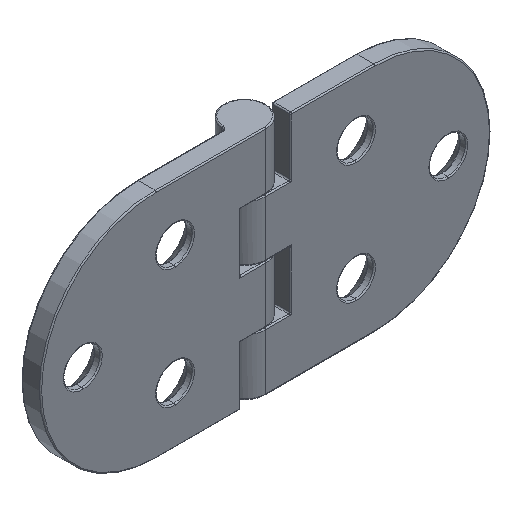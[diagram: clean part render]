
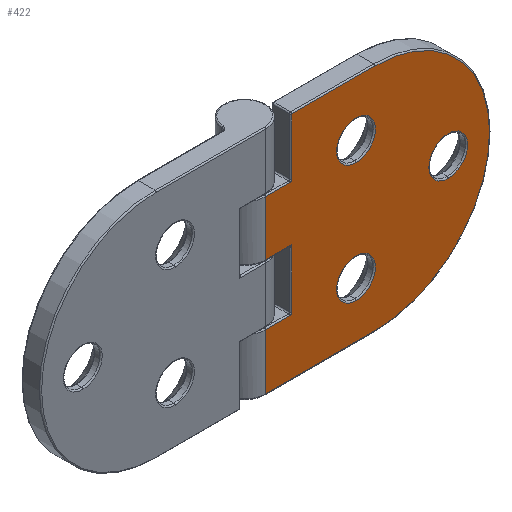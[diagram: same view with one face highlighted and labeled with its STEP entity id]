
A CAD part, isometric view. The second image highlights one B-rep face of the part: STEP entity #422.
In plain terms, the highlighted planar face has unit normal (0, -1, 0).
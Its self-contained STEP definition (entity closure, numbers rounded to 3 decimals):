
#179 = VERTEX_POINT ( 'NONE', #3228 ) ;
#199 = VERTEX_POINT ( 'NONE', #3241 ) ;
#209 = VERTEX_POINT ( 'NONE', #3263 ) ;
#211 = VERTEX_POINT ( 'NONE', #3262 ) ;
#227 = VERTEX_POINT ( 'NONE', #3301 ) ;
#267 = VERTEX_POINT ( 'NONE', #3348 ) ;
#279 = EDGE_CURVE ( 'NONE', #179, #337, #3362, .T. ) ;
#289 = EDGE_CURVE ( 'NONE', #267, #199, #3445, .T. ) ;
#298 = EDGE_CURVE ( 'NONE', #209, #211, #3401, .T. ) ;
#337 = VERTEX_POINT ( 'NONE', #1736 ) ;
#340 = EDGE_CURVE ( 'NONE', #634, #392, #1790, .T. ) ;
#392 = VERTEX_POINT ( 'NONE', #1878 ) ;
#412 = ORIENTED_EDGE ( 'NONE', *, *, #289, .T. ) ;
#413 = ORIENTED_EDGE ( 'NONE', *, *, #423, .T. ) ;
#414 = EDGE_LOOP ( 'NONE', ( #415, #500, #495, #506, #498, #502, #505, #452, #454, #608 ) ) ;
#415 = ORIENTED_EDGE ( 'NONE', *, *, #340, .F. ) ;
#416 = EDGE_CURVE ( 'NONE', #634, #496, #1930, .T. ) ;
#417 = EDGE_CURVE ( 'NONE', #337, #179, #1973, .T. ) ;
#419 = EDGE_LOOP ( 'NONE', ( #425, #458 ) ) ;
#420 = EDGE_CURVE ( 'NONE', #211, #209, #1978, .T. ) ;
#421 = VERTEX_POINT ( 'NONE', #1963 ) ;
#422 = ADVANCED_FACE ( 'NONE', ( #1956, #1961, #1959, #1977 ), #1960, .T. ) ;
#423 = EDGE_CURVE ( 'NONE', #199, #267, #1954, .T. ) ;
#424 = ORIENTED_EDGE ( 'NONE', *, *, #279, .T. ) ;
#425 = ORIENTED_EDGE ( 'NONE', *, *, #420, .T. ) ;
#426 = ORIENTED_EDGE ( 'NONE', *, *, #417, .T. ) ;
#446 = VERTEX_POINT ( 'NONE', #2033 ) ;
#447 = EDGE_LOOP ( 'NONE', ( #413, #412 ) ) ;
#448 = EDGE_LOOP ( 'NONE', ( #426, #424 ) ) ;
#452 = ORIENTED_EDGE ( 'NONE', *, *, #509, .T. ) ;
#454 = ORIENTED_EDGE ( 'NONE', *, *, #606, .T. ) ;
#455 = EDGE_CURVE ( 'NONE', #508, #392, #2028, .T. ) ;
#458 = ORIENTED_EDGE ( 'NONE', *, *, #298, .T. ) ;
#495 = ORIENTED_EDGE ( 'NONE', *, *, #501, .T. ) ;
#496 = VERTEX_POINT ( 'NONE', #2137 ) ;
#498 = ORIENTED_EDGE ( 'NONE', *, *, #507, .T. ) ;
#499 = VERTEX_POINT ( 'NONE', #2076 ) ;
#500 = ORIENTED_EDGE ( 'NONE', *, *, #416, .T. ) ;
#501 = EDGE_CURVE ( 'NONE', #496, #421, #2127, .T. ) ;
#502 = ORIENTED_EDGE ( 'NONE', *, *, #604, .T. ) ;
#503 = VERTEX_POINT ( 'NONE', #2117 ) ;
#504 = EDGE_CURVE ( 'NONE', #421, #499, #2107, .T. ) ;
#505 = ORIENTED_EDGE ( 'NONE', *, *, #607, .F. ) ;
#506 = ORIENTED_EDGE ( 'NONE', *, *, #504, .T. ) ;
#507 = EDGE_CURVE ( 'NONE', #499, #503, #2116, .T. ) ;
#508 = VERTEX_POINT ( 'NONE', #2112 ) ;
#509 = EDGE_CURVE ( 'NONE', #446, #540, #2162, .T. ) ;
#540 = VERTEX_POINT ( 'NONE', #1936 ) ;
#604 = EDGE_CURVE ( 'NONE', #503, #227, #2310, .T. ) ;
#606 = EDGE_CURVE ( 'NONE', #540, #508, #2299, .T. ) ;
#607 = EDGE_CURVE ( 'NONE', #446, #227, #2294, .T. ) ;
#608 = ORIENTED_EDGE ( 'NONE', *, *, #455, .T. ) ;
#634 = VERTEX_POINT ( 'NONE', #2355 ) ;
#1736 = CARTESIAN_POINT ( 'NONE',  ( 15.15, -3.5, -13.25 ) ) ;
#1785 = DIRECTION ( 'NONE',  ( 0., 0., 1. ) ) ;
#1786 = VECTOR ( 'NONE', #1785, 1000. ) ;
#1787 = CARTESIAN_POINT ( 'NONE',  ( 0., -3.5, -19.4 ) ) ;
#1790 = LINE ( 'NONE', #1787, #1786 ) ;
#1878 = CARTESIAN_POINT ( 'NONE',  ( 0., -3.5, -9.9 ) ) ;
#1923 = DIRECTION ( 'NONE',  ( 1., 0., 0. ) ) ;
#1929 = CARTESIAN_POINT ( 'NONE',  ( 18.3, -3.5, -19.2 ) ) ;
#1930 = LINE ( 'NONE', #1929, #1934 ) ;
#1934 = VECTOR ( 'NONE', #1923, 1000. ) ;
#1936 = CARTESIAN_POINT ( 'NONE',  ( 4.4, -3.5, 0.25 ) ) ;
#1950 = AXIS2_PLACEMENT_3D ( 'NONE', #1980, #1964, #1951 ) ;
#1951 = DIRECTION ( 'NONE',  ( 0., 0., -1. ) ) ;
#1954 = CIRCLE ( 'NONE', #2007, 3.25 ) ;
#1956 = FACE_BOUND ( 'NONE', #419, .T. ) ;
#1957 = DIRECTION ( 'NONE',  ( 0., 0., -1. ) ) ;
#1958 = DIRECTION ( 'NONE',  ( 0., 1., 0. ) ) ;
#1959 = FACE_BOUND ( 'NONE', #448, .T. ) ;
#1960 = PLANE ( 'NONE',  #1950 ) ;
#1961 = FACE_BOUND ( 'NONE', #447, .T. ) ;
#1962 = CARTESIAN_POINT ( 'NONE',  ( 30.6, -3.5, 0. ) ) ;
#1963 = CARTESIAN_POINT ( 'NONE',  ( 18.3, -3.5, 19.2 ) ) ;
#1964 = DIRECTION ( 'NONE',  ( 0., -1., 0. ) ) ;
#1968 = CARTESIAN_POINT ( 'NONE',  ( 15.15, -3.5, 10. ) ) ;
#1969 = DIRECTION ( 'NONE',  ( 0., 0., -1. ) ) ;
#1970 = DIRECTION ( 'NONE',  ( 0., 1., 0. ) ) ;
#1971 = CARTESIAN_POINT ( 'NONE',  ( 15.15, -3.5, -10. ) ) ;
#1972 = AXIS2_PLACEMENT_3D ( 'NONE', #1971, #1970, #1969 ) ;
#1973 = CIRCLE ( 'NONE', #1972, 3.25 ) ;
#1974 = AXIS2_PLACEMENT_3D ( 'NONE', #1968, #1958, #1957 ) ;
#1977 = FACE_OUTER_BOUND ( 'NONE', #414, .T. ) ;
#1978 = CIRCLE ( 'NONE', #1974, 3.25 ) ;
#1980 = CARTESIAN_POINT ( 'NONE',  ( 0., -3.5, -19.4 ) ) ;
#2005 = DIRECTION ( 'NONE',  ( 0., 0., -1. ) ) ;
#2006 = DIRECTION ( 'NONE',  ( 0., 1., 0. ) ) ;
#2007 = AXIS2_PLACEMENT_3D ( 'NONE', #1962, #2006, #2005 ) ;
#2019 = DIRECTION ( 'NONE',  ( -1., 0., 0. ) ) ;
#2020 = VECTOR ( 'NONE', #2019, 1000. ) ;
#2027 = CARTESIAN_POINT ( 'NONE',  ( 0., -3.5, -9.9 ) ) ;
#2028 = LINE ( 'NONE', #2027, #2020 ) ;
#2033 = CARTESIAN_POINT ( 'NONE',  ( 0., -3.5, 0.25 ) ) ;
#2076 = CARTESIAN_POINT ( 'NONE',  ( 4.4, -3.5, 19.2 ) ) ;
#2104 = DIRECTION ( 'NONE',  ( 0., 0., -1. ) ) ;
#2105 = DIRECTION ( 'NONE',  ( 0., -1., 0. ) ) ;
#2106 = CARTESIAN_POINT ( 'NONE',  ( 18.3, -3.5, 0. ) ) ;
#2107 = LINE ( 'NONE', #2111, #2167 ) ;
#2108 = DIRECTION ( 'NONE',  ( 0., 0., -1. ) ) ;
#2109 = VECTOR ( 'NONE', #2108, 1000. ) ;
#2110 = DIRECTION ( 'NONE',  ( -1., 0., 0. ) ) ;
#2111 = CARTESIAN_POINT ( 'NONE',  ( 0., -3.5, 19.2 ) ) ;
#2112 = CARTESIAN_POINT ( 'NONE',  ( 4.4, -3.5, -9.9 ) ) ;
#2115 = AXIS2_PLACEMENT_3D ( 'NONE', #2106, #2105, #2104 ) ;
#2116 = LINE ( 'NONE', #2166, #2109 ) ;
#2117 = CARTESIAN_POINT ( 'NONE',  ( 4.4, -3.5, 9.4 ) ) ;
#2127 = CIRCLE ( 'NONE', #2115, 19.2 ) ;
#2137 = CARTESIAN_POINT ( 'NONE',  ( 18.3, -3.5, -19.2 ) ) ;
#2158 = DIRECTION ( 'NONE',  ( 1., 0., 0. ) ) ;
#2159 = VECTOR ( 'NONE', #2158, 1000. ) ;
#2160 = CARTESIAN_POINT ( 'NONE',  ( 4.2, -3.5, 0.25 ) ) ;
#2162 = LINE ( 'NONE', #2160, #2159 ) ;
#2166 = CARTESIAN_POINT ( 'NONE',  ( 4.4, -3.5, 9.6 ) ) ;
#2167 = VECTOR ( 'NONE', #2110, 1000. ) ;
#2293 = CARTESIAN_POINT ( 'NONE',  ( 0., -3.5, -19.4 ) ) ;
#2294 = LINE ( 'NONE', #2293, #2345 ) ;
#2296 = DIRECTION ( 'NONE',  ( 0., 0., -1. ) ) ;
#2297 = VECTOR ( 'NONE', #2296, 1000. ) ;
#2298 = CARTESIAN_POINT ( 'NONE',  ( 4.4, -3.5, -9.7 ) ) ;
#2299 = LINE ( 'NONE', #2298, #2297 ) ;
#2300 = DIRECTION ( 'NONE',  ( -1., 0., 0. ) ) ;
#2301 = VECTOR ( 'NONE', #2300, 1000. ) ;
#2310 = LINE ( 'NONE', #2314, #2301 ) ;
#2314 = CARTESIAN_POINT ( 'NONE',  ( 0., -3.5, 9.4 ) ) ;
#2344 = DIRECTION ( 'NONE',  ( 0., 0., 1. ) ) ;
#2345 = VECTOR ( 'NONE', #2344, 1000. ) ;
#2355 = CARTESIAN_POINT ( 'NONE',  ( 0., -3.5, -19.2 ) ) ;
#3228 = CARTESIAN_POINT ( 'NONE',  ( 15.15, -3.5, -6.75 ) ) ;
#3241 = CARTESIAN_POINT ( 'NONE',  ( 30.6, -3.5, -3.25 ) ) ;
#3262 = CARTESIAN_POINT ( 'NONE',  ( 15.15, -3.5, 6.75 ) ) ;
#3263 = CARTESIAN_POINT ( 'NONE',  ( 15.15, -3.5, 13.25 ) ) ;
#3301 = CARTESIAN_POINT ( 'NONE',  ( 0., -3.5, 9.4 ) ) ;
#3348 = CARTESIAN_POINT ( 'NONE',  ( 30.6, -3.5, 3.25 ) ) ;
#3362 = CIRCLE ( 'NONE', #3400, 3.25 ) ;
#3363 = CARTESIAN_POINT ( 'NONE',  ( 15.15, -3.5, 10. ) ) ;
#3367 = DIRECTION ( 'NONE',  ( 0., 0., -1. ) ) ;
#3376 = DIRECTION ( 'NONE',  ( 0., 1., 0. ) ) ;
#3379 = AXIS2_PLACEMENT_3D ( 'NONE', #3363, #3376, #3367 ) ;
#3385 = CARTESIAN_POINT ( 'NONE',  ( 15.15, -3.5, -10. ) ) ;
#3400 = AXIS2_PLACEMENT_3D ( 'NONE', #3385, #3444, #3443 ) ;
#3401 = CIRCLE ( 'NONE', #3379, 3.25 ) ;
#3419 = DIRECTION ( 'NONE',  ( 0., 0., -1. ) ) ;
#3420 = DIRECTION ( 'NONE',  ( 0., 1., 0. ) ) ;
#3421 = CARTESIAN_POINT ( 'NONE',  ( 30.6, -3.5, 0. ) ) ;
#3425 = AXIS2_PLACEMENT_3D ( 'NONE', #3421, #3420, #3419 ) ;
#3443 = DIRECTION ( 'NONE',  ( 0., 0., -1. ) ) ;
#3444 = DIRECTION ( 'NONE',  ( 0., 1., 0. ) ) ;
#3445 = CIRCLE ( 'NONE', #3425, 3.25 ) ;
